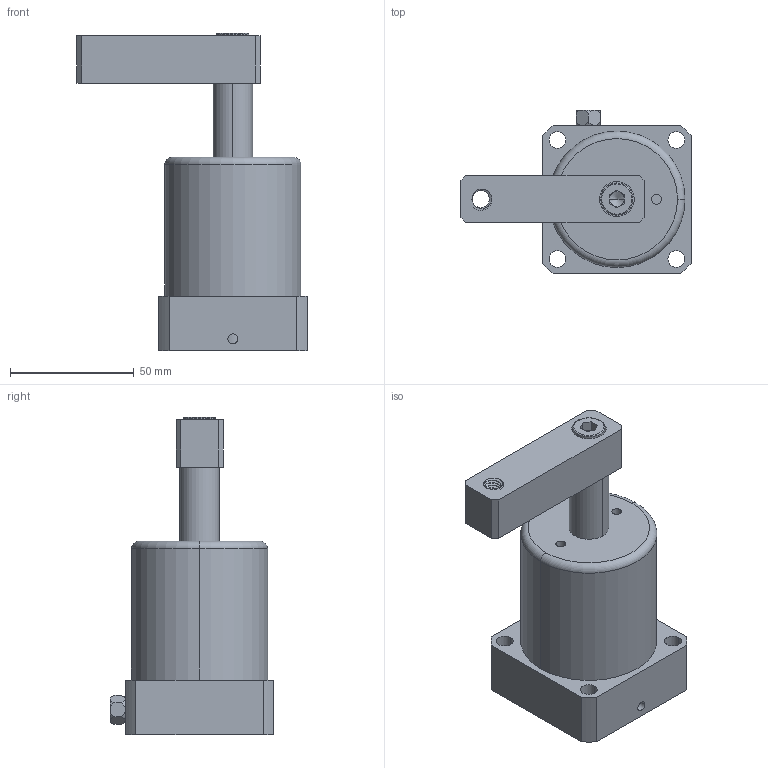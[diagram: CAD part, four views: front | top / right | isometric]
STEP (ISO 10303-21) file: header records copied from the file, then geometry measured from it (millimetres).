
FILE_DESCRIPTION (( 'STEP AP203' ), '1' );
FILE_NAME ('ASC-MF40S.STEP', '2019-05-14T06:52:02', ( 'User' ), ( 'china' ), 'SwSTEP 2.0', 'SolidWorks 2018', '' );
FILE_SCHEMA (( 'CONFIG_CONTROL_DESIGN' ));
Length unit declared in the file: millimetre
Products named in the file (10): CHS-MF25-TXF-02_1; m6LM_1; M12-txf_asm_1; ASC-MF40BT_1; ASC-MF40S; ASC-MF40SYB_1; MF40S活塞杆; socket head cap screw_iso_ISO 4762 M8 x 25 --- 25S; CHS-TXF-01_1; CHS-MF25-TXF-03_1
Assembly tree (9 placements, depth 3):
  ASC-MF40S
    ASC-MF40BT_1
    ASC-MF40SYB_1
    MF40S活塞杆
    socket head cap screw_iso_ISO 4762 M8 x 25 --- 25S
    M12-txf_asm_1
      CHS-TXF-01_1
      CHS-MF25-TXF-03_1
      CHS-MF25-TXF-02_1
      m6LM_1
Bounding box: 93 x 66.1 x 128 mm (x, y, z)
Volume: 205340.1 mm3; surface area: 53334.2 mm2
Topology: 8 solids, 8 shells, 485 faces, 1178 edges, 732 vertices
Faces by surface type: cylinder 229, cone 118, plane 97, bspline 29, torus 12
Entity records: 23928 total; most frequent: CARTESIAN_POINT 11963, ORIENTED_EDGE 2338, DIRECTION 2213, EDGE_CURVE 1169, AXIS2_PLACEMENT_3D 883, VERTEX_POINT 732, EDGE_LOOP 539, ADVANCED_FACE 485
